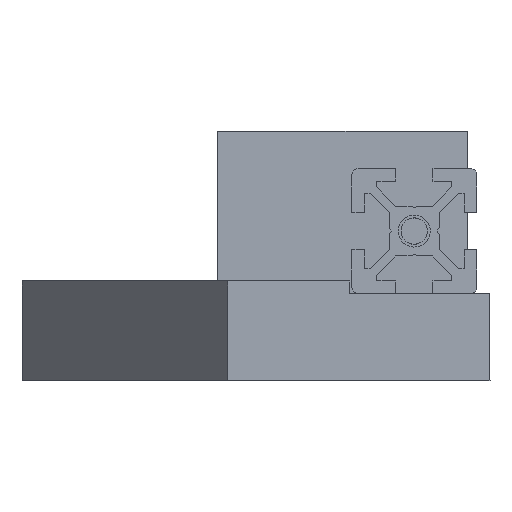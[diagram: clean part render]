
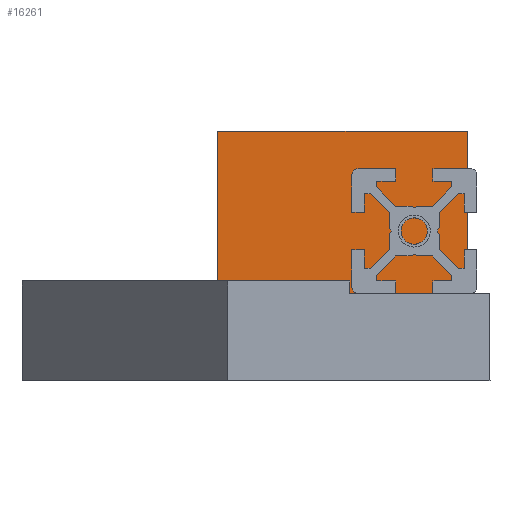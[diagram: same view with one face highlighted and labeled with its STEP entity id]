
A CAD part, left-side view. The second image highlights one B-rep face of the part: STEP entity #16261.
In plain terms, the highlighted planar face has unit normal (-1, 0, 0).
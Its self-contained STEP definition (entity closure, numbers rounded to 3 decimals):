
#1572=FACE_OUTER_BOUND('',#2477,.T.);
#2477=EDGE_LOOP('',(#14197,#14198,#14199,#14200));
#4339=LINE('',#26211,#6197);
#4347=LINE('',#26226,#6205);
#4348=LINE('',#26228,#6206);
#4349=LINE('',#26229,#6207);
#6197=VECTOR('',#21271,10.);
#6205=VECTOR('',#21283,10.);
#6206=VECTOR('',#21286,10.);
#6207=VECTOR('',#21287,10.);
#7609=VERTEX_POINT('',#26207);
#7611=VERTEX_POINT('',#26210);
#7615=VERTEX_POINT('',#26222);
#7616=VERTEX_POINT('',#26224);
#9836=EDGE_CURVE('',#7609,#7611,#4339,.T.);
#9844=EDGE_CURVE('',#7615,#7616,#4347,.T.);
#9845=EDGE_CURVE('',#7615,#7609,#4348,.T.);
#9846=EDGE_CURVE('',#7611,#7616,#4349,.T.);
#14197=ORIENTED_EDGE('',*,*,#9845,.F.);
#14198=ORIENTED_EDGE('',*,*,#9844,.T.);
#14199=ORIENTED_EDGE('',*,*,#9846,.F.);
#14200=ORIENTED_EDGE('',*,*,#9836,.F.);
#15492=PLANE('',#17424);
#16261=ADVANCED_FACE('',(#1572),#15492,.T.);
#17424=AXIS2_PLACEMENT_3D('',#26227,#21284,#21285);
#21271=DIRECTION('',(0.,0.,1.));
#21283=DIRECTION('',(0.,0.,1.));
#21284=DIRECTION('center_axis',(-1.,0.,0.));
#21285=DIRECTION('ref_axis',(0.,-1.,0.));
#21286=DIRECTION('',(0.,1.,0.));
#21287=DIRECTION('',(0.,-1.,0.));
#26207=CARTESIAN_POINT('',(195.418,35.5,-8.));
#26210=CARTESIAN_POINT('',(195.418,35.5,32.));
#26211=CARTESIAN_POINT('',(195.418,35.5,-8.));
#26222=CARTESIAN_POINT('',(195.418,-4.5,-8.));
#26224=CARTESIAN_POINT('',(195.418,-4.5,32.));
#26226=CARTESIAN_POINT('',(195.418,-4.5,-8.));
#26227=CARTESIAN_POINT('Origin',(195.418,35.5,-8.));
#26228=CARTESIAN_POINT('',(195.418,-4.5,-8.));
#26229=CARTESIAN_POINT('',(195.418,-4.5,32.));
